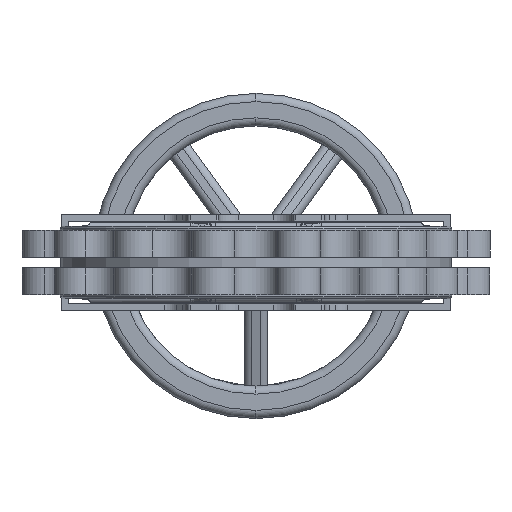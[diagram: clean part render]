
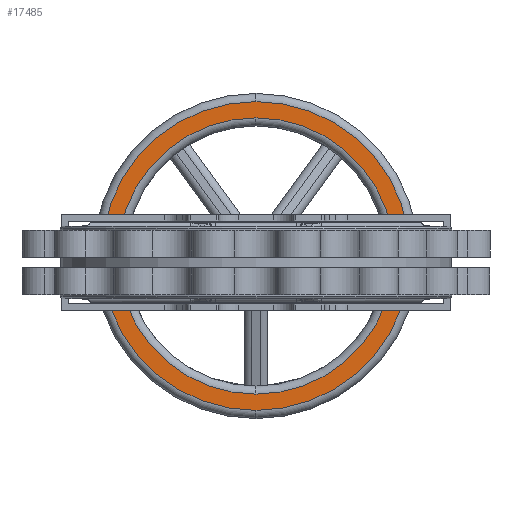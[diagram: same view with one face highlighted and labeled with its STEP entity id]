
A CAD part, front view. The second image highlights one B-rep face of the part: STEP entity #17485.
In plain terms, the highlighted planar face has unit normal (0, -1, 0).
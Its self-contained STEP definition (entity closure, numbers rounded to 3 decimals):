
#1008 = ORIENTED_EDGE ( 'NONE', *, *, #10504, .T. ) ;
#1194 = EDGE_LOOP ( 'NONE', ( #1008, #57754 ) ) ;
#1893 = CIRCLE ( 'NONE', #60074, 190. ) ;
#1966 = CARTESIAN_POINT ( 'NONE',  ( 0., 1029.5, 237.5 ) ) ;
#4321 = EDGE_CURVE ( 'NONE', #62122, #53005, #14092, .T. ) ;
#9407 = CARTESIAN_POINT ( 'NONE',  ( 0., 1029.5, -122.5 ) ) ;
#9435 = DIRECTION ( 'NONE',  ( 0., 0., 1. ) ) ;
#10453 = DIRECTION ( 'NONE',  ( 0., 1., 0. ) ) ;
#10504 = EDGE_CURVE ( 'NONE', #53005, #62122, #36786, .T. ) ;
#11186 = CARTESIAN_POINT ( 'NONE',  ( 0., 1029.5, 47.5 ) ) ;
#13362 = VERTEX_POINT ( 'NONE', #1966 ) ;
#14092 = CIRCLE ( 'NONE', #57909, 170. ) ;
#14822 = AXIS2_PLACEMENT_3D ( 'NONE', #11186, #10453, #25371 ) ;
#15308 = PLANE ( 'NONE',  #25260 ) ;
#15548 = CARTESIAN_POINT ( 'NONE',  ( 0., 1029.5, 47.5 ) ) ;
#17485 = ADVANCED_FACE ( 'NONE', ( #45518, #57223 ), #15308, .F. ) ;
#19329 = DIRECTION ( 'NONE',  ( 0., -1., 0. ) ) ;
#20651 = EDGE_CURVE ( 'NONE', #13362, #28310, #43792, .T. ) ;
#25260 = AXIS2_PLACEMENT_3D ( 'NONE', #15548, #73438, #44503 ) ;
#25371 = DIRECTION ( 'NONE',  ( 0., 0., 1. ) ) ;
#26911 = EDGE_LOOP ( 'NONE', ( #35830, #33216 ) ) ;
#27010 = CARTESIAN_POINT ( 'NONE',  ( 0., 1029.5, 47.5 ) ) ;
#28310 = VERTEX_POINT ( 'NONE', #62132 ) ;
#30117 = CARTESIAN_POINT ( 'NONE',  ( 0., 1029.5, 217.5 ) ) ;
#30284 = EDGE_CURVE ( 'NONE', #28310, #13362, #1893, .T. ) ;
#30644 = DIRECTION ( 'NONE',  ( 0., 0., 1. ) ) ;
#32212 = CARTESIAN_POINT ( 'NONE',  ( 0., 1029.5, 47.5 ) ) ;
#33216 = ORIENTED_EDGE ( 'NONE', *, *, #30284, .T. ) ;
#34969 = AXIS2_PLACEMENT_3D ( 'NONE', #32212, #54871, #72259 ) ;
#35830 = ORIENTED_EDGE ( 'NONE', *, *, #20651, .T. ) ;
#36786 = CIRCLE ( 'NONE', #14822, 170. ) ;
#42759 = CARTESIAN_POINT ( 'NONE',  ( 0., 1029.5, 47.5 ) ) ;
#43792 = CIRCLE ( 'NONE', #34969, 190. ) ;
#44503 = DIRECTION ( 'NONE',  ( 0., 0., 1. ) ) ;
#45518 = FACE_BOUND ( 'NONE', #1194, .T. ) ;
#53005 = VERTEX_POINT ( 'NONE', #30117 ) ;
#54871 = DIRECTION ( 'NONE',  ( 0., -1., 0. ) ) ;
#57223 = FACE_OUTER_BOUND ( 'NONE', #26911, .T. ) ;
#57754 = ORIENTED_EDGE ( 'NONE', *, *, #4321, .T. ) ;
#57909 = AXIS2_PLACEMENT_3D ( 'NONE', #27010, #73124, #9435 ) ;
#60074 = AXIS2_PLACEMENT_3D ( 'NONE', #42759, #19329, #30644 ) ;
#62122 = VERTEX_POINT ( 'NONE', #9407 ) ;
#62132 = CARTESIAN_POINT ( 'NONE',  ( 0., 1029.5, -142.5 ) ) ;
#72259 = DIRECTION ( 'NONE',  ( 0., 0., 1. ) ) ;
#73124 = DIRECTION ( 'NONE',  ( 0., 1., 0. ) ) ;
#73438 = DIRECTION ( 'NONE',  ( 0., 1., 0. ) ) ;
